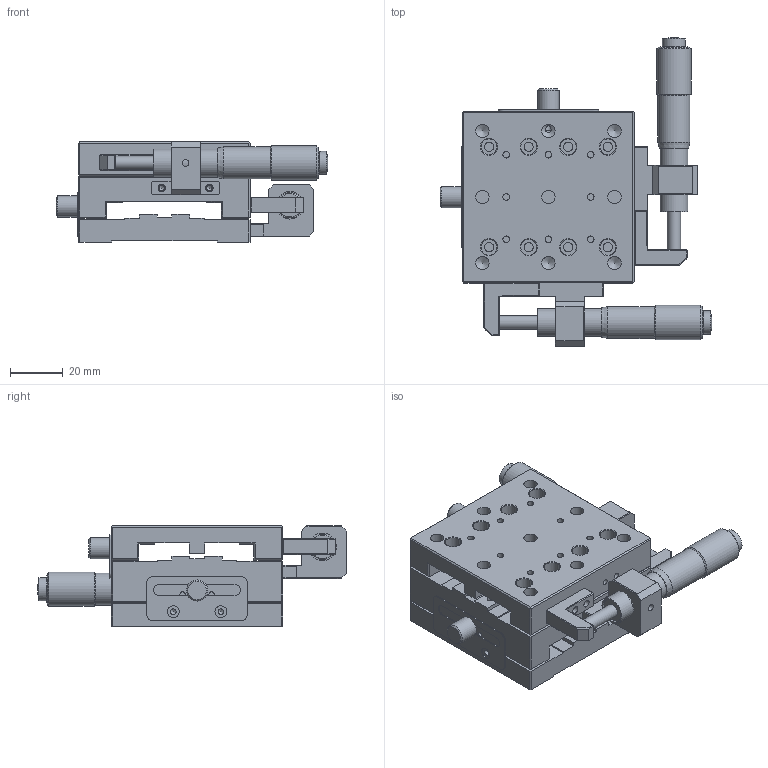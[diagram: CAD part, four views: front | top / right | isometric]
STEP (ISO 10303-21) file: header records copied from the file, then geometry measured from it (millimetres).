
FILE_DESCRIPTION (( 'STEP AP203' ), '1' );
FILE_NAME ('LX65-44.STEP', '2023-11-17T01:45:55', ( 'Windows User' ), ( 'P R C' ), 'SwSTEP 2.0', 'SolidWorks 2020', '' );
FILE_SCHEMA (( 'CONFIG_CONTROL_DESIGN' ));
Length unit declared in the file: millimetre
Products named in the file (1): LX65-44
Bounding box: 102.86 x 116.86 x 38 mm (x, y, z)
Volume: 136570.9 mm3; surface area: 65076 mm2
Topology: 15 solids, 16 shells, 550 faces, 1360 edges, 882 vertices
Faces by surface type: plane 311, cylinder 179, cone 58, bspline 2
Full cylindrical faces by diameter (mm): 1.6 x8, 2.05 x12, 2.1 x12, 2.5 x30, 2.8 x8, 3.5 x23, 4.5 x4, 5 x15, 6 x24, 6.5 x4, 8 x2, 8.734 x2, 9.5 x2, 10 x2, 10.5 x2, 10.6 x2, 11 x4, 12.102 x2, 13.002 x2
Entity records: 15340 total; most frequent: CARTESIAN_POINT 2948, DIRECTION 2545, ORIENTED_EDGE 2164, EDGE_CURVE 1082, EDGE_LOOP 940, AXIS2_PLACEMENT_3D 933, VERTEX_POINT 818, FACE_OUTER_BOUND 710
